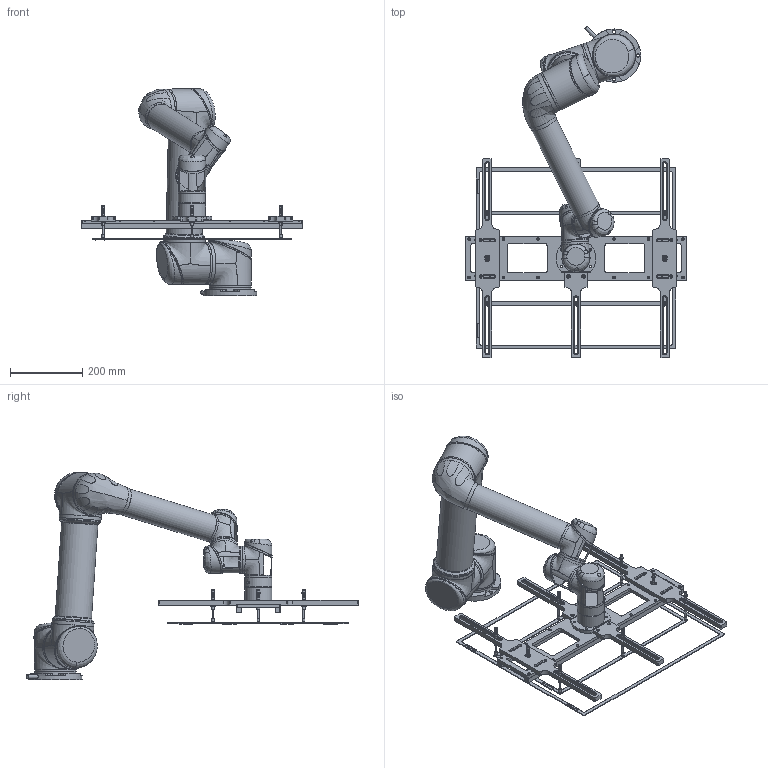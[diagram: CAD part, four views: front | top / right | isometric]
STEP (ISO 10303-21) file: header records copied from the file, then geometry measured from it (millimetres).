
FILE_DESCRIPTION(/* description */ (''),/* implementation_level */ '2;1');
FILE_NAME(/* name */ 'M13538-03-M01-00_Pick & Place Unit.stp',/* time_stamp */ '2014-05-12T16:23:00+08:00',/* author */ ('liwei'),/* organization */ (''),/* preprocessor_version */ 'ST-DEVELOPER v15.2',/* originating_system */ 'Autodesk Inventor 2014',/* authorisation */ '');
FILE_SCHEMA (('AUTOMOTIVE_DESIGN { 1 0 10303 214 3 1 1 }'));
Length unit declared in the file: millimetre
Products named in the file (24): Size 3_Round base_r02_Simple; Size 1_House_r13_Simple; Size 3_House_r11_Simple; Size 1 r�r_r01_Simple; Size 1_Joint lid_r07_Simple; Size 3_Joint lid_r06_Simple; Size 3_Over arm_r01_Simpel; Size 1_Tool flange_r03_Simple; Size 3 to Size 1_Angle_r02_Simple; UR5; Part_260x500; Part_500x550; ZPT06UNK10-04-A8.step_ZPT7009 Pad_06; ZPT06UNK10-04-A8.step_ZPT7009 Stem_02-08-04; ZPT06UNK10-04-A8.step_ZPT7009 Slide_02-08; ZPT06UNK10-04-A8.step_ZPT7009 Nut_02-08; ZPT06UNK10-04-A8.step_ZPT7009 Fitting_04-M5; 001_ZPT06UNK10-04-A8_Sucking Disc_SMC; M13538-03-M01-601_Support Bar; M13538-03-M01-602_Support Bar; M13538-03-M01-603_Shaft; M13538-03-M01-604_Support Bar; M13538-03-M01-605_Support Bar; M13538-03-M01-00_Pick & Place Unit
Bounding box: 610 x 916.42 x 572.67 mm (x, y, z)
Volume: 12397750.6 mm3; surface area: 1250655 mm2
Topology: 78 solids, 83 shells, 1934 faces, 4925 edges, 3295 vertices
Faces by surface type: plane 757, cone 520, cylinder 416, bspline 193, torus 48
Full cylindrical faces by diameter (mm): 2.5 x11, 3.242 x16, 4 x8, 4.134 x16, 4.2 x16, 4.4 x8, 4.9 x8, 4.917 x4, 5 x36, 5.5 x24, 6.5 x4, 7 x11, 7.2 x8, 7.5 x16, 7.9 x8, 8 x33, 8.2 x2, 9 x4, 9.5 x8, 10.3 x1, 31.5 x1, 32 x1, 63 x2, 65 x2, 74.8 x3, 75 x9, 77.5 x3, 100.26 x1, 114.3 x2, 115.8 x3
Entity records: 49673 total; most frequent: CARTESIAN_POINT 32019, DIRECTION 3422, ORIENTED_EDGE 3370, EDGE_CURVE 1685, AXIS2_PLACEMENT_3D 1383, VERTEX_POINT 1269, EDGE_LOOP 1066, ADVANCED_FACE 697
